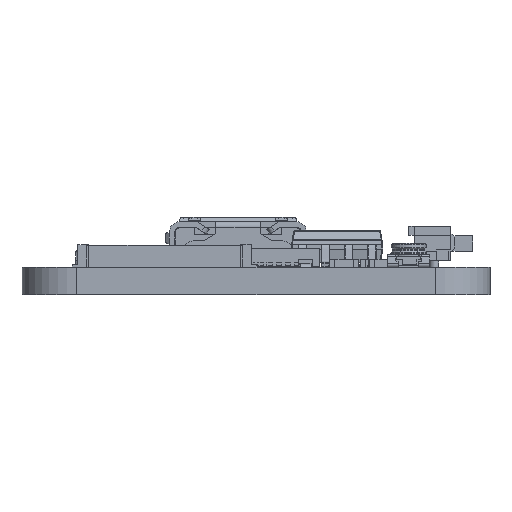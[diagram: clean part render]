
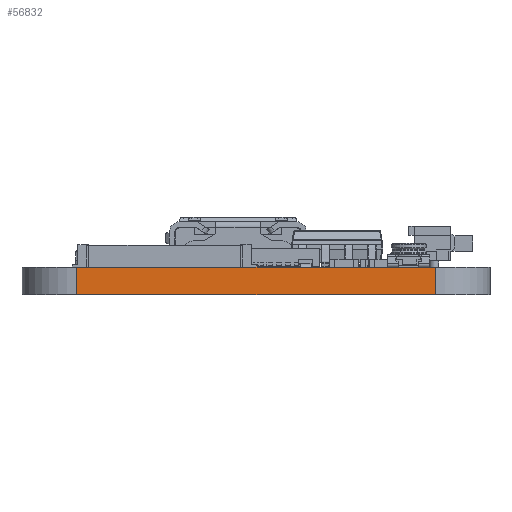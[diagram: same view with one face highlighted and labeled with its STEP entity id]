
A CAD part, left-side view. The second image highlights one B-rep face of the part: STEP entity #56832.
In plain terms, the highlighted planar face has unit normal (-1, 0, 0).
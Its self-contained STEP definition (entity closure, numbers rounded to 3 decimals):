
#8250=FACE_OUTER_BOUND('',#11530,.T.);
#11530=EDGE_LOOP('',(#51794,#51795,#51796,#51797));
#17088=LINE('',#110229,#22645);
#17103=LINE('',#110266,#22660);
#17104=LINE('',#110269,#22661);
#17105=LINE('',#110270,#22662);
#22645=VECTOR('',#73435,10.);
#22660=VECTOR('',#73476,10.);
#22661=VECTOR('',#73479,10.);
#22662=VECTOR('',#73480,10.);
#27806=VERTEX_POINT('',#110226);
#27807=VERTEX_POINT('',#110228);
#27816=VERTEX_POINT('',#110264);
#27817=VERTEX_POINT('',#110268);
#35800=EDGE_CURVE('',#27806,#27807,#17088,.T.);
#35819=EDGE_CURVE('',#27816,#27807,#17103,.T.);
#35820=EDGE_CURVE('',#27816,#27817,#17104,.T.);
#35821=EDGE_CURVE('',#27817,#27806,#17105,.T.);
#51794=ORIENTED_EDGE('',*,*,#35820,.F.);
#51795=ORIENTED_EDGE('',*,*,#35819,.T.);
#51796=ORIENTED_EDGE('',*,*,#35800,.F.);
#51797=ORIENTED_EDGE('',*,*,#35821,.F.);
#53672=PLANE('',#60717);
#56832=ADVANCED_FACE('',(#8250),#53672,.T.);
#60717=AXIS2_PLACEMENT_3D('',#110267,#73477,#73478);
#73435=DIRECTION('',(0.,-1.,0.));
#73476=DIRECTION('',(0.,0.,1.));
#73477=DIRECTION('center_axis',(-1.,0.,0.));
#73478=DIRECTION('ref_axis',(0.,-1.,0.));
#73479=DIRECTION('',(0.,1.,0.));
#73480=DIRECTION('',(0.,0.,1.));
#110226=CARTESIAN_POINT('',(-17.1,9.8,1.5));
#110228=CARTESIAN_POINT('',(-17.1,-9.8,1.5));
#110229=CARTESIAN_POINT('',(-17.1,-9.8,1.5));
#110264=CARTESIAN_POINT('',(-17.1,-9.8,0.));
#110266=CARTESIAN_POINT('',(-17.1,-9.8,0.));
#110267=CARTESIAN_POINT('Origin',(-17.1,9.8,0.));
#110268=CARTESIAN_POINT('',(-17.1,9.8,0.));
#110269=CARTESIAN_POINT('',(-17.1,-9.8,0.));
#110270=CARTESIAN_POINT('',(-17.1,9.8,0.));
